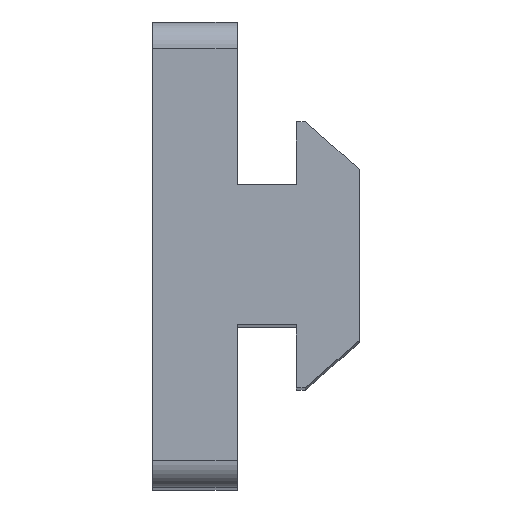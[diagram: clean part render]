
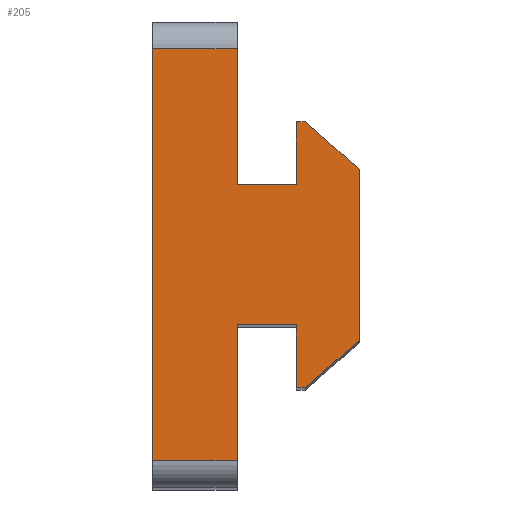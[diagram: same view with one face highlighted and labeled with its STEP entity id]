
A CAD part, top view. The second image highlights one B-rep face of the part: STEP entity #205.
In plain terms, the highlighted planar face has unit normal (0, 0, 1).
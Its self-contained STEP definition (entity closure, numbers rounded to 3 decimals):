
#13 = ORIENTED_EDGE ( 'NONE', *, *, #700, .T. ) ;
#15 = DIRECTION ( 'NONE',  ( -1., 0., 0. ) ) ;
#44 = VECTOR ( 'NONE', #1226, 1000. ) ;
#45 = LINE ( 'NONE', #394, #720 ) ;
#81 = DIRECTION ( 'NONE',  ( -1., 0., 0. ) ) ;
#108 = CARTESIAN_POINT ( 'NONE',  ( 8.5, 7.4, 40. ) ) ;
#141 = LINE ( 'NONE', #2229, #2057 ) ;
#182 = LINE ( 'NONE', #1238, #2040 ) ;
#201 = ORIENTED_EDGE ( 'NONE', *, *, #1805, .T. ) ;
#204 = ORIENTED_EDGE ( 'NONE', *, *, #530, .T. ) ;
#205 = ADVANCED_FACE ( 'NONE', ( #1745 ), #1391, .T. ) ;
#214 = CARTESIAN_POINT ( 'NONE',  ( 4.7, -11.45, 40. ) ) ;
#246 = ORIENTED_EDGE ( 'NONE', *, *, #1864, .T. ) ;
#271 = DIRECTION ( 'NONE',  ( 0., 1., 0. ) ) ;
#277 = ORIENTED_EDGE ( 'NONE', *, *, #1404, .T. ) ;
#304 = EDGE_CURVE ( 'NONE', #884, #650, #1890, .T. ) ;
#347 = VERTEX_POINT ( 'NONE', #214 ) ;
#351 = VECTOR ( 'NONE', #81, 1000. ) ;
#365 = LINE ( 'NONE', #1581, #902 ) ;
#394 = CARTESIAN_POINT ( 'NONE',  ( 8., 7.4, 40. ) ) ;
#398 = ORIENTED_EDGE ( 'NONE', *, *, #2011, .T. ) ;
#406 = DIRECTION ( 'NONE',  ( 0., -1., 0. ) ) ;
#467 = EDGE_LOOP ( 'NONE', ( #277, #1431, #398, #975, #748, #1164, #803, #757, #201, #2048, #13, #204, #246, #712 ) ) ;
#488 = DIRECTION ( 'NONE',  ( 0., -1., 0. ) ) ;
#498 = LINE ( 'NONE', #1887, #797 ) ;
#502 = LINE ( 'NONE', #1554, #44 ) ;
#517 = CARTESIAN_POINT ( 'NONE',  ( 4.7, 11.45, 40. ) ) ;
#530 = EDGE_CURVE ( 'NONE', #1017, #585, #2031, .T. ) ;
#550 = CARTESIAN_POINT ( 'NONE',  ( 11.5, -4.75, 40. ) ) ;
#585 = VERTEX_POINT ( 'NONE', #1123 ) ;
#607 = LINE ( 'NONE', #1868, #2081 ) ;
#617 = DIRECTION ( 'NONE',  ( -0.749, 0.662, 0. ) ) ;
#650 = VERTEX_POINT ( 'NONE', #1496 ) ;
#692 = VERTEX_POINT ( 'NONE', #1733 ) ;
#697 = CARTESIAN_POINT ( 'NONE',  ( 0., 11.45, 40. ) ) ;
#700 = EDGE_CURVE ( 'NONE', #1170, #1017, #141, .T. ) ;
#705 = DIRECTION ( 'NONE',  ( 0., 0., 1. ) ) ;
#712 = ORIENTED_EDGE ( 'NONE', *, *, #1579, .T. ) ;
#720 = VECTOR ( 'NONE', #15, 1000. ) ;
#731 = CARTESIAN_POINT ( 'NONE',  ( 8., -3.9, 40. ) ) ;
#748 = ORIENTED_EDGE ( 'NONE', *, *, #304, .T. ) ;
#757 = ORIENTED_EDGE ( 'NONE', *, *, #1405, .T. ) ;
#762 = EDGE_CURVE ( 'NONE', #1775, #347, #498, .T. ) ;
#777 = CARTESIAN_POINT ( 'NONE',  ( 4.7, 3.9, 40. ) ) ;
#797 = VECTOR ( 'NONE', #1015, 1000. ) ;
#803 = ORIENTED_EDGE ( 'NONE', *, *, #2120, .T. ) ;
#856 = CARTESIAN_POINT ( 'NONE',  ( 0., 0., 40. ) ) ;
#857 = CARTESIAN_POINT ( 'NONE',  ( 8.5, -7.4, 40. ) ) ;
#861 = LINE ( 'NONE', #1731, #1750 ) ;
#872 = DIRECTION ( 'NONE',  ( 0., 1., 0. ) ) ;
#879 = LINE ( 'NONE', #1352, #1783 ) ;
#884 = VERTEX_POINT ( 'NONE', #731 ) ;
#892 = DIRECTION ( 'NONE',  ( 1., 0., 0. ) ) ;
#902 = VECTOR ( 'NONE', #406, 1000. ) ;
#975 = ORIENTED_EDGE ( 'NONE', *, *, #1582, .T. ) ;
#987 = CARTESIAN_POINT ( 'NONE',  ( 0., 11.45, 40. ) ) ;
#1015 = DIRECTION ( 'NONE',  ( 1., 0., 0. ) ) ;
#1017 = VERTEX_POINT ( 'NONE', #1132 ) ;
#1045 = CARTESIAN_POINT ( 'NONE',  ( 8., 7.4, 40. ) ) ;
#1057 = VECTOR ( 'NONE', #617, 1000. ) ;
#1123 = CARTESIAN_POINT ( 'NONE',  ( 4.7, 3.9, 40. ) ) ;
#1132 = CARTESIAN_POINT ( 'NONE',  ( 8., 3.9, 40. ) ) ;
#1164 = ORIENTED_EDGE ( 'NONE', *, *, #1338, .T. ) ;
#1170 = VERTEX_POINT ( 'NONE', #1045 ) ;
#1226 = DIRECTION ( 'NONE',  ( 0.749, 0.662, 0. ) ) ;
#1238 = CARTESIAN_POINT ( 'NONE',  ( 11.5, 4.75, 40. ) ) ;
#1272 = VECTOR ( 'NONE', #1392, 1000. ) ;
#1337 = DIRECTION ( 'NONE',  ( 1., 0., 0. ) ) ;
#1338 = EDGE_CURVE ( 'NONE', #650, #2077, #1600, .T. ) ;
#1344 = VERTEX_POINT ( 'NONE', #550 ) ;
#1352 = CARTESIAN_POINT ( 'NONE',  ( 4.7, -3.9, 40. ) ) ;
#1361 = EDGE_CURVE ( 'NONE', #1957, #1170, #45, .T. ) ;
#1391 = PLANE ( 'NONE',  #2202 ) ;
#1392 = DIRECTION ( 'NONE',  ( -1., 0., 0. ) ) ;
#1404 = EDGE_CURVE ( 'NONE', #1592, #1775, #365, .T. ) ;
#1405 = EDGE_CURVE ( 'NONE', #1344, #1546, #182, .T. ) ;
#1409 = CARTESIAN_POINT ( 'NONE',  ( 8., -7.4, 40. ) ) ;
#1431 = ORIENTED_EDGE ( 'NONE', *, *, #762, .T. ) ;
#1482 = LINE ( 'NONE', #2177, #1057 ) ;
#1496 = CARTESIAN_POINT ( 'NONE',  ( 8., -7.4, 40. ) ) ;
#1512 = LINE ( 'NONE', #987, #1272 ) ;
#1546 = VERTEX_POINT ( 'NONE', #2173 ) ;
#1552 = CARTESIAN_POINT ( 'NONE',  ( 8., -3.9, 40. ) ) ;
#1554 = CARTESIAN_POINT ( 'NONE',  ( 8.5, -7.4, 40. ) ) ;
#1576 = DIRECTION ( 'NONE',  ( 1., 0., 0. ) ) ;
#1579 = EDGE_CURVE ( 'NONE', #1901, #1592, #1512, .T. ) ;
#1581 = CARTESIAN_POINT ( 'NONE',  ( 0., 12.95, 40. ) ) ;
#1582 = EDGE_CURVE ( 'NONE', #692, #884, #879, .T. ) ;
#1592 = VERTEX_POINT ( 'NONE', #697 ) ;
#1600 = LINE ( 'NONE', #1409, #1632 ) ;
#1632 = VECTOR ( 'NONE', #892, 1000. ) ;
#1731 = CARTESIAN_POINT ( 'NONE',  ( 4.7, 12.95, 40. ) ) ;
#1733 = CARTESIAN_POINT ( 'NONE',  ( 4.7, -3.9, 40. ) ) ;
#1745 = FACE_OUTER_BOUND ( 'NONE', #467, .T. ) ;
#1750 = VECTOR ( 'NONE', #1803, 1000. ) ;
#1775 = VERTEX_POINT ( 'NONE', #2157 ) ;
#1783 = VECTOR ( 'NONE', #1337, 1000. ) ;
#1803 = DIRECTION ( 'NONE',  ( 0., 1., 0. ) ) ;
#1805 = EDGE_CURVE ( 'NONE', #1546, #1957, #1482, .T. ) ;
#1864 = EDGE_CURVE ( 'NONE', #585, #1901, #861, .T. ) ;
#1868 = CARTESIAN_POINT ( 'NONE',  ( 4.7, -12.95, 40. ) ) ;
#1887 = CARTESIAN_POINT ( 'NONE',  ( 4.7, -11.45, 40. ) ) ;
#1890 = LINE ( 'NONE', #1552, #2099 ) ;
#1901 = VERTEX_POINT ( 'NONE', #517 ) ;
#1933 = DIRECTION ( 'NONE',  ( 0., -1., 0. ) ) ;
#1957 = VERTEX_POINT ( 'NONE', #108 ) ;
#2011 = EDGE_CURVE ( 'NONE', #347, #692, #607, .T. ) ;
#2031 = LINE ( 'NONE', #777, #351 ) ;
#2040 = VECTOR ( 'NONE', #872, 1000. ) ;
#2048 = ORIENTED_EDGE ( 'NONE', *, *, #1361, .T. ) ;
#2057 = VECTOR ( 'NONE', #488, 1000. ) ;
#2077 = VERTEX_POINT ( 'NONE', #857 ) ;
#2081 = VECTOR ( 'NONE', #271, 1000. ) ;
#2099 = VECTOR ( 'NONE', #1933, 1000. ) ;
#2120 = EDGE_CURVE ( 'NONE', #2077, #1344, #502, .T. ) ;
#2157 = CARTESIAN_POINT ( 'NONE',  ( 0., -11.45, 40. ) ) ;
#2173 = CARTESIAN_POINT ( 'NONE',  ( 11.5, 4.75, 40. ) ) ;
#2177 = CARTESIAN_POINT ( 'NONE',  ( 8.5, 7.4, 40. ) ) ;
#2202 = AXIS2_PLACEMENT_3D ( 'NONE', #856, #705, #1576 ) ;
#2229 = CARTESIAN_POINT ( 'NONE',  ( 8., 3.9, 40. ) ) ;
